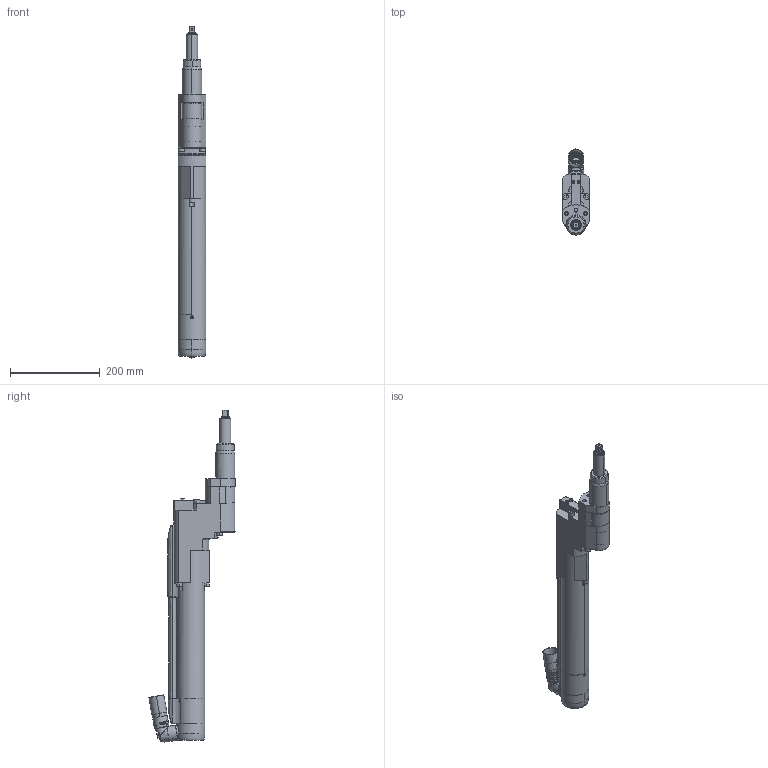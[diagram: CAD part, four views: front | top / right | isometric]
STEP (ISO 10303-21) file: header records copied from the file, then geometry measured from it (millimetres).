
FILE_DESCRIPTION((''),'2;1');
FILE_NAME('K_8435606020_ASM','2013-04-09T',('tooextcsr'),(''),'PRO/ENGINEER BY PARAMETRIC TECHNOLOGY CORPORATION, 2012420','PRO/ENGINEER BY PARAMETRIC TECHNOLOGY CORPORATION, 2012420','');
FILE_SCHEMA(('CONFIG_CONTROL_DESIGN','GEOMETRIC_VALIDATION_PROPERTIES_MIM'));
Products named in the file (5): QST62_150_COT_BODY_50; QST62_REARCOVER_02; QST_CONNECTOR_02; QST62_SOCKETHOLDER_152_13; K_8435606020_ASM
Assembly tree (4 placements, depth 2):
  K_8435606020_ASM
    QST62_150_COT_BODY_50
    QST62_REARCOVER_02
    QST_CONNECTOR_02
    QST62_SOCKETHOLDER_152_13
Bounding box: 62 x 192.06 x 738.6 mm (x, y, z)
Volume: 1395628.1 mm3; surface area: 439184.1 mm2
Topology: 5 solids, 47 shells, 2949 faces, 8158 edges, 5356 vertices
Faces by surface type: plane 1227, cylinder 905, cone 316, torus 253, bspline 224, extrusion 12, sphere 6, revolution 6
Entity records: 126740 total; most frequent: CARTESIAN_POINT 33613, ORIENTED_EDGE 16182, DIRECTION 14485, EDGE_CURVE 8121, AXIS2_PLACEMENT_3D 5639, VERTEX_POINT 5356, VECTOR 3201, LINE 3189
